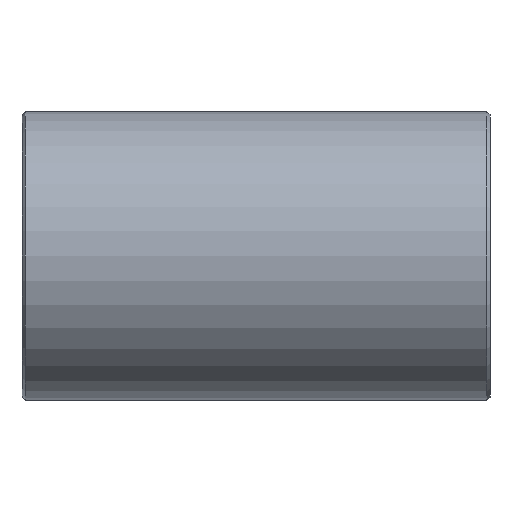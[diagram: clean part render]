
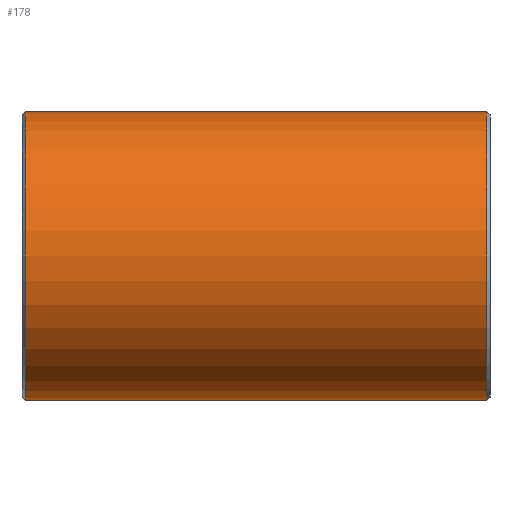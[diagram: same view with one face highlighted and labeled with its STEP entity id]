
A CAD part, front view. The second image highlights one B-rep face of the part: STEP entity #178.
In plain terms, the highlighted cylindrical face has radius 109.537 mm (diameter 219.075 mm), a partial arc.
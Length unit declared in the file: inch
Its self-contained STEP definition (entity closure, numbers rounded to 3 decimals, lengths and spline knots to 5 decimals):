
#4 = DIRECTION ( 'NONE',  ( 0., 0., 1. ) ) ;
#16 = AXIS2_PLACEMENT_3D ( 'NONE', #229, #41, #94 ) ;
#34 = DIRECTION ( 'NONE',  ( -1., 0., 0. ) ) ;
#41 = DIRECTION ( 'NONE',  ( -1., 0., 0. ) ) ;
#88 = VERTEX_POINT ( 'NONE', #286 ) ;
#94 = DIRECTION ( 'NONE',  ( 0., 0., 1. ) ) ;
#105 = AXIS2_PLACEMENT_3D ( 'NONE', #486, #257, #687 ) ;
#169 = ORIENTED_EDGE ( 'NONE', *, *, #329, .T. ) ;
#178 = ADVANCED_FACE ( 'NONE', ( #401 ), #656, .T. ) ;
#229 = CARTESIAN_POINT ( 'NONE',  ( 7., 0., 0. ) ) ;
#230 = ORIENTED_EDGE ( 'NONE', *, *, #577, .F. ) ;
#244 = LINE ( 'NONE', #671, #570 ) ;
#257 = DIRECTION ( 'NONE',  ( -1., 0., 0. ) ) ;
#270 = AXIS2_PLACEMENT_3D ( 'NONE', #304, #738, #4 ) ;
#276 = LINE ( 'NONE', #523, #330 ) ;
#286 = CARTESIAN_POINT ( 'NONE',  ( -6.90767, 0., 4.3125 ) ) ;
#304 = CARTESIAN_POINT ( 'NONE',  ( -6.90767, 0., 0. ) ) ;
#309 = CARTESIAN_POINT ( 'NONE',  ( -6.90767, 0., -4.3125 ) ) ;
#329 = EDGE_CURVE ( 'NONE', #358, #402, #787, .T. ) ;
#330 = VECTOR ( 'NONE', #416, 39.37008 ) ;
#358 = VERTEX_POINT ( 'NONE', #813 ) ;
#373 = EDGE_CURVE ( 'NONE', #88, #764, #576, .T. ) ;
#401 = FACE_OUTER_BOUND ( 'NONE', #460, .T. ) ;
#402 = VERTEX_POINT ( 'NONE', #743 ) ;
#416 = DIRECTION ( 'NONE',  ( -1., 0., 0. ) ) ;
#460 = EDGE_LOOP ( 'NONE', ( #230, #169, #712, #798 ) ) ;
#486 = CARTESIAN_POINT ( 'NONE',  ( 6.90767, 0., 0. ) ) ;
#523 = CARTESIAN_POINT ( 'NONE',  ( 7., 0., 4.3125 ) ) ;
#570 = VECTOR ( 'NONE', #34, 39.37008 ) ;
#576 = CIRCLE ( 'NONE', #270, 4.3125 ) ;
#577 = EDGE_CURVE ( 'NONE', #358, #764, #244, .T. ) ;
#656 = CYLINDRICAL_SURFACE ( 'NONE', #16, 4.3125 ) ;
#671 = CARTESIAN_POINT ( 'NONE',  ( 7., 0., -4.3125 ) ) ;
#687 = DIRECTION ( 'NONE',  ( 0., 0., -1. ) ) ;
#702 = EDGE_CURVE ( 'NONE', #402, #88, #276, .T. ) ;
#712 = ORIENTED_EDGE ( 'NONE', *, *, #702, .T. ) ;
#738 = DIRECTION ( 'NONE',  ( 1., 0., 0. ) ) ;
#743 = CARTESIAN_POINT ( 'NONE',  ( 6.90767, 0., 4.3125 ) ) ;
#764 = VERTEX_POINT ( 'NONE', #309 ) ;
#787 = CIRCLE ( 'NONE', #105, 4.3125 ) ;
#798 = ORIENTED_EDGE ( 'NONE', *, *, #373, .T. ) ;
#813 = CARTESIAN_POINT ( 'NONE',  ( 6.90767, 0., -4.3125 ) ) ;
